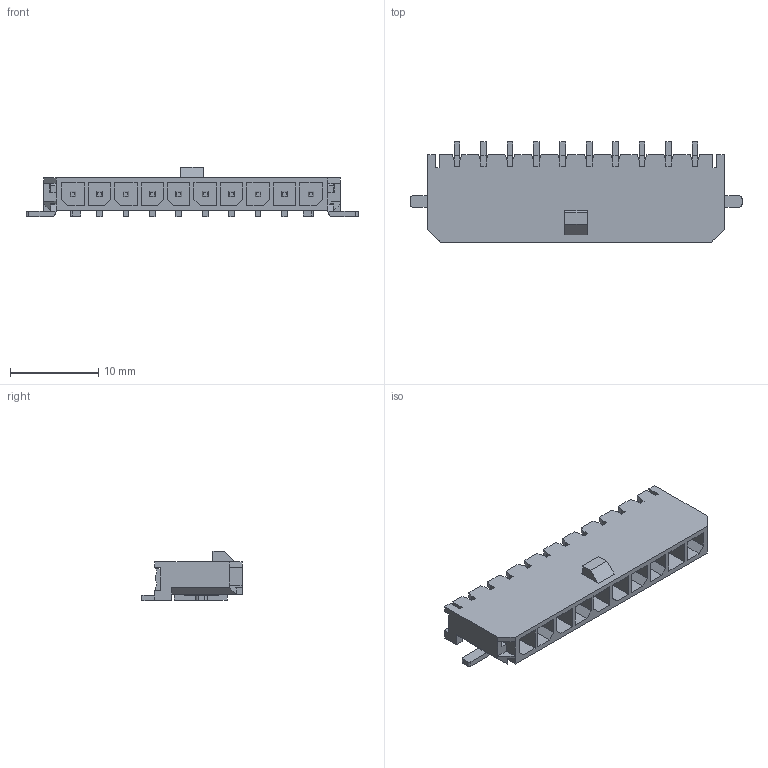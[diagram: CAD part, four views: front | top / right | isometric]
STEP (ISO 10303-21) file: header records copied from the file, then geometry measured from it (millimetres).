
FILE_DESCRIPTION(/* description */ ('Unknown'),/* implementation_level */ '2;1');
FILE_NAME(/* name */ '662110145024',/* time_stamp */ '2023-04-14T15:42:26+02:00',/* author */ ('Unknown'),/* organization */ ('Unknown'),/* preprocessor_version */ 'ST-DEVELOPER v18.102',/* originating_system */ 'Solid Edge',/* authorisation */ 'Unknown');
FILE_SCHEMA (('AUTOMOTIVE_DESIGN {1 0 10303 214 3 1 1}'));
Length unit declared in the file: millimetre
Products named in the file (4): 6621xx145024; 662110145021; 6621xx145024_PIN; 6621xx14502y_MASSE
Assembly tree (13 placements, depth 2):
  6621xx145024
    662110145021
    6621xx145024_PIN  x10
    6621xx14502y_MASSE  x2
Bounding box: 37.65 x 11.35 x 5.64 mm (x, y, z)
Volume: 803.4 mm3; surface area: 2221.7 mm2
Topology: 13 solids, 13 shells, 663 faces, 1788 edges, 1146 vertices
Faces by surface type: plane 648, cylinder 15
Full cylindrical faces by diameter (mm): 0.8 x2
Entity records: 12446 total; most frequent: CARTESIAN_POINT 2170, ORIENTED_EDGE 2154, DIRECTION 1883, EDGE_CURVE 1077, LINE 1061, VECTOR 1061, VERTEX_POINT 698, AXIS2_PLACEMENT_3D 411
